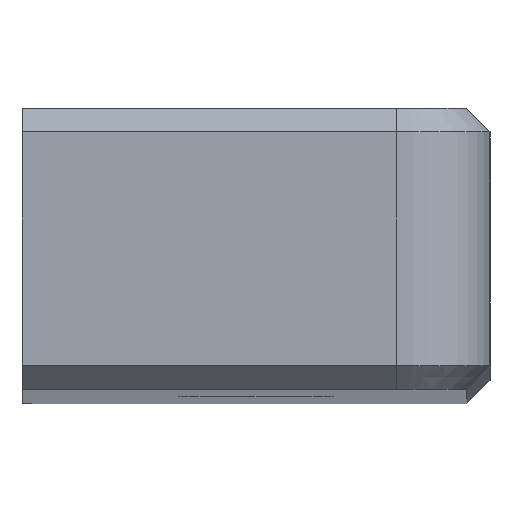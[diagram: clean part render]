
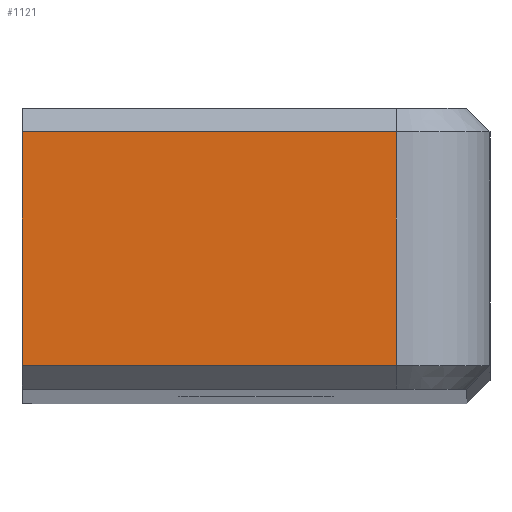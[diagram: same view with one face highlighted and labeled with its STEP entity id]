
A CAD part, top view. The second image highlights one B-rep face of the part: STEP entity #1121.
In plain terms, the highlighted planar face has unit normal (0, 0, 1).
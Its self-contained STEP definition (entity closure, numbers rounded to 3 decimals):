
#420=DIRECTION('',(1.,0.,0.));
#421=VECTOR('',#420,40.);
#422=CARTESIAN_POINT('',(-25.,2.5,900.));
#423=LINE('',#422,#421);
#424=DIRECTION('',(0.,-1.,0.));
#425=VECTOR('',#424,25.);
#426=CARTESIAN_POINT('',(-25.,27.5,900.));
#427=LINE('',#426,#425);
#428=DIRECTION('',(-1.,0.,0.));
#429=VECTOR('',#428,40.);
#430=CARTESIAN_POINT('',(15.,27.5,900.));
#431=LINE('',#430,#429);
#432=DIRECTION('',(0.,1.,0.));
#433=VECTOR('',#432,25.);
#434=CARTESIAN_POINT('',(15.,2.5,900.));
#435=LINE('',#434,#433);
#503=CARTESIAN_POINT('',(-25.,27.5,900.));
#505=VERTEX_POINT('',#503);
#509=CARTESIAN_POINT('',(15.,27.5,900.));
#510=VERTEX_POINT('',#509);
#527=CARTESIAN_POINT('',(15.,2.5,900.));
#528=VERTEX_POINT('',#527);
#532=CARTESIAN_POINT('',(-25.,2.5,900.));
#534=VERTEX_POINT('',#532);
#1110=CARTESIAN_POINT('',(0.,0.,900.));
#1111=DIRECTION('',(0.,0.,1.));
#1112=DIRECTION('',(1.,0.,0.));
#1113=AXIS2_PLACEMENT_3D('',#1110,#1111,#1112);
#1114=PLANE('',#1113);
#1115=ORIENTED_EDGE('',*,*,#1103,.F.);
#1116=ORIENTED_EDGE('',*,*,#971,.F.);
#1117=ORIENTED_EDGE('',*,*,#1052,.F.);
#1118=ORIENTED_EDGE('',*,*,#1077,.F.);
#1119=EDGE_LOOP('',(#1115,#1116,#1117,#1118));
#1120=FACE_OUTER_BOUND('',#1119,.F.);
#1121=ADVANCED_FACE('',(#1120),#1114,.T.);
#971=EDGE_CURVE('',#505,#534,#427,.T.);
#1052=EDGE_CURVE('',#510,#505,#431,.T.);
#1077=EDGE_CURVE('',#528,#510,#435,.T.);
#1103=EDGE_CURVE('',#534,#528,#423,.T.);
